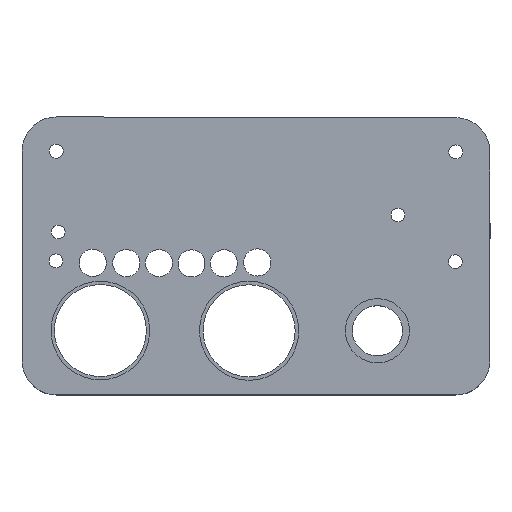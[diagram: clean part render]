
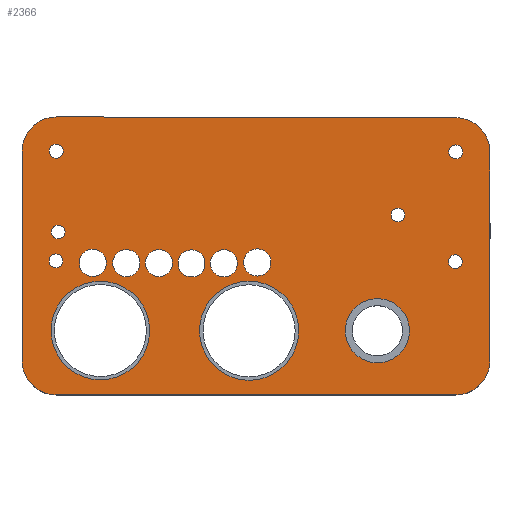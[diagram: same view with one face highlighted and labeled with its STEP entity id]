
A CAD part, top view. The second image highlights one B-rep face of the part: STEP entity #2366.
In plain terms, the highlighted planar face has unit normal (0, 0, 1).
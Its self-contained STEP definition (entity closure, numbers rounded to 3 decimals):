
#53=FACE_BOUND('',#404,.T.);
#54=FACE_BOUND('',#405,.T.);
#55=FACE_BOUND('',#406,.T.);
#56=FACE_BOUND('',#407,.T.);
#57=FACE_BOUND('',#408,.T.);
#58=FACE_BOUND('',#409,.T.);
#59=FACE_BOUND('',#410,.T.);
#60=FACE_BOUND('',#411,.T.);
#61=FACE_BOUND('',#412,.T.);
#62=FACE_BOUND('',#413,.T.);
#63=FACE_BOUND('',#414,.T.);
#64=FACE_BOUND('',#415,.T.);
#65=FACE_BOUND('',#416,.T.);
#66=FACE_BOUND('',#417,.T.);
#67=FACE_BOUND('',#418,.T.);
#138=PLANE('',#2566);
#259=FACE_OUTER_BOUND('',#403,.T.);
#403=EDGE_LOOP('',(#2139,#2140,#2141,#2142,#2143,#2144,#2145,#2146));
#404=EDGE_LOOP('',(#2147));
#405=EDGE_LOOP('',(#2148));
#406=EDGE_LOOP('',(#2149,#2150));
#407=EDGE_LOOP('',(#2151,#2152));
#408=EDGE_LOOP('',(#2153));
#409=EDGE_LOOP('',(#2154));
#410=EDGE_LOOP('',(#2155));
#411=EDGE_LOOP('',(#2156));
#412=EDGE_LOOP('',(#2157));
#413=EDGE_LOOP('',(#2158));
#414=EDGE_LOOP('',(#2159));
#415=EDGE_LOOP('',(#2160));
#416=EDGE_LOOP('',(#2161));
#417=EDGE_LOOP('',(#2162));
#418=EDGE_LOOP('',(#2163));
#439=LINE('',#3332,#692);
#593=LINE('',#3884,#846);
#609=LINE('',#3952,#862);
#612=LINE('',#3960,#865);
#615=LINE('',#3968,#868);
#677=LINE('',#4088,#930);
#692=VECTOR('',#2605,10.);
#846=VECTOR('',#2959,10.);
#862=VECTOR('',#3045,10.);
#865=VECTOR('',#3054,10.);
#868=VECTOR('',#3063,10.);
#930=VECTOR('',#3169,10.);
#940=CIRCLE('',#2397,11.583);
#960=CIRCLE('',#2443,1.59);
#973=CIRCLE('',#2484,3.175);
#987=CIRCLE('',#2505,3.175);
#988=CIRCLE('',#2507,3.175);
#989=CIRCLE('',#2509,3.175);
#990=CIRCLE('',#2511,3.175);
#991=CIRCLE('',#2513,3.175);
#992=CIRCLE('',#2515,1.59);
#993=CIRCLE('',#2517,1.625);
#994=CIRCLE('',#2519,1.625);
#995=CIRCLE('',#2521,1.625);
#996=CIRCLE('',#2523,1.625);
#999=CIRCLE('',#2528,7.5);
#1002=CIRCLE('',#2534,11.5);
#1003=CIRCLE('',#2537,8.);
#1004=CIRCLE('',#2540,8.);
#1005=CIRCLE('',#2543,8.);
#1006=CIRCLE('',#2546,8.);
#1007=VERTEX_POINT('',#3211);
#1018=VERTEX_POINT('',#3329);
#1019=VERTEX_POINT('',#3331);
#1091=VERTEX_POINT('',#3660);
#1125=VERTEX_POINT('',#3785);
#1127=VERTEX_POINT('',#3788);
#1170=VERTEX_POINT('',#3881);
#1171=VERTEX_POINT('',#3883);
#1172=VERTEX_POINT('',#3889);
#1173=VERTEX_POINT('',#3893);
#1174=VERTEX_POINT('',#3897);
#1175=VERTEX_POINT('',#3901);
#1176=VERTEX_POINT('',#3905);
#1177=VERTEX_POINT('',#3909);
#1178=VERTEX_POINT('',#3913);
#1179=VERTEX_POINT('',#3917);
#1180=VERTEX_POINT('',#3921);
#1183=VERTEX_POINT('',#3930);
#1186=VERTEX_POINT('',#3941);
#1187=VERTEX_POINT('',#3947);
#1188=VERTEX_POINT('',#3951);
#1189=VERTEX_POINT('',#3955);
#1190=VERTEX_POINT('',#3959);
#1191=VERTEX_POINT('',#3963);
#1192=VERTEX_POINT('',#3967);
#1229=EDGE_CURVE('',#1007,#1007,#940,.T.);
#1243=EDGE_CURVE('',#1019,#1018,#439,.T.);
#1339=EDGE_CURVE('',#1091,#1091,#960,.T.);
#1403=EDGE_CURVE('',#1127,#1125,#973,.T.);
#1448=EDGE_CURVE('',#1171,#1170,#593,.T.);
#1450=EDGE_CURVE('',#1170,#1171,#987,.T.);
#1451=EDGE_CURVE('',#1172,#1172,#988,.T.);
#1453=EDGE_CURVE('',#1173,#1173,#989,.T.);
#1455=EDGE_CURVE('',#1174,#1174,#990,.T.);
#1457=EDGE_CURVE('',#1175,#1175,#991,.T.);
#1459=EDGE_CURVE('',#1176,#1176,#992,.T.);
#1462=EDGE_CURVE('',#1177,#1177,#993,.T.);
#1464=EDGE_CURVE('',#1178,#1178,#994,.T.);
#1466=EDGE_CURVE('',#1179,#1179,#995,.T.);
#1468=EDGE_CURVE('',#1180,#1180,#996,.T.);
#1472=EDGE_CURVE('',#1183,#1183,#999,.T.);
#1477=EDGE_CURVE('',#1186,#1186,#1002,.T.);
#1479=EDGE_CURVE('',#1187,#1019,#1003,.T.);
#1481=EDGE_CURVE('',#1188,#1187,#609,.T.);
#1483=EDGE_CURVE('',#1189,#1188,#1004,.T.);
#1485=EDGE_CURVE('',#1190,#1189,#612,.T.);
#1487=EDGE_CURVE('',#1191,#1190,#1005,.T.);
#1489=EDGE_CURVE('',#1192,#1191,#615,.T.);
#1491=EDGE_CURVE('',#1018,#1192,#1006,.T.);
#1552=EDGE_CURVE('',#1125,#1127,#677,.T.);
#2139=ORIENTED_EDGE('',*,*,#1243,.T.);
#2140=ORIENTED_EDGE('',*,*,#1491,.T.);
#2141=ORIENTED_EDGE('',*,*,#1489,.T.);
#2142=ORIENTED_EDGE('',*,*,#1487,.T.);
#2143=ORIENTED_EDGE('',*,*,#1485,.T.);
#2144=ORIENTED_EDGE('',*,*,#1483,.T.);
#2145=ORIENTED_EDGE('',*,*,#1481,.T.);
#2146=ORIENTED_EDGE('',*,*,#1479,.T.);
#2147=ORIENTED_EDGE('',*,*,#1229,.T.);
#2148=ORIENTED_EDGE('',*,*,#1339,.T.);
#2149=ORIENTED_EDGE('',*,*,#1552,.T.);
#2150=ORIENTED_EDGE('',*,*,#1403,.T.);
#2151=ORIENTED_EDGE('',*,*,#1450,.T.);
#2152=ORIENTED_EDGE('',*,*,#1448,.T.);
#2153=ORIENTED_EDGE('',*,*,#1455,.T.);
#2154=ORIENTED_EDGE('',*,*,#1453,.T.);
#2155=ORIENTED_EDGE('',*,*,#1451,.T.);
#2156=ORIENTED_EDGE('',*,*,#1459,.T.);
#2157=ORIENTED_EDGE('',*,*,#1462,.T.);
#2158=ORIENTED_EDGE('',*,*,#1464,.T.);
#2159=ORIENTED_EDGE('',*,*,#1466,.T.);
#2160=ORIENTED_EDGE('',*,*,#1468,.T.);
#2161=ORIENTED_EDGE('',*,*,#1472,.T.);
#2162=ORIENTED_EDGE('',*,*,#1477,.T.);
#2163=ORIENTED_EDGE('',*,*,#1457,.T.);
#2366=ADVANCED_FACE('',(#259,#53,#54,#55,#56,#57,#58,#59,#60,#61,#62,#63,
#64,#65,#66,#67),#138,.F.);
#2397=AXIS2_PLACEMENT_3D('',#3212,#2586,#2587);
#2443=AXIS2_PLACEMENT_3D('',#3661,#2755,#2756);
#2484=AXIS2_PLACEMENT_3D('',#3789,#2888,#2889);
#2505=AXIS2_PLACEMENT_3D('',#3887,#2963,#2964);
#2507=AXIS2_PLACEMENT_3D('',#3890,#2967,#2968);
#2509=AXIS2_PLACEMENT_3D('',#3894,#2972,#2973);
#2511=AXIS2_PLACEMENT_3D('',#3898,#2977,#2978);
#2513=AXIS2_PLACEMENT_3D('',#3902,#2982,#2983);
#2515=AXIS2_PLACEMENT_3D('',#3906,#2987,#2988);
#2517=AXIS2_PLACEMENT_3D('',#3911,#2993,#2994);
#2519=AXIS2_PLACEMENT_3D('',#3915,#2998,#2999);
#2521=AXIS2_PLACEMENT_3D('',#3919,#3003,#3004);
#2523=AXIS2_PLACEMENT_3D('',#3923,#3008,#3009);
#2528=AXIS2_PLACEMENT_3D('',#3932,#3019,#3020);
#2534=AXIS2_PLACEMENT_3D('',#3943,#3033,#3034);
#2537=AXIS2_PLACEMENT_3D('',#3948,#3040,#3041);
#2540=AXIS2_PLACEMENT_3D('',#3956,#3049,#3050);
#2543=AXIS2_PLACEMENT_3D('',#3964,#3058,#3059);
#2546=AXIS2_PLACEMENT_3D('',#3971,#3067,#3068);
#2566=AXIS2_PLACEMENT_3D('',#4087,#3167,#3168);
#2586=DIRECTION('center_axis',(0.,0.,-1.));
#2587=DIRECTION('ref_axis',(0.,1.,0.));
#2605=DIRECTION('',(-1.,0.002,0.));
#2755=DIRECTION('center_axis',(0.,0.,-1.));
#2756=DIRECTION('ref_axis',(0.,1.,0.));
#2888=DIRECTION('center_axis',(0.,0.,-1.));
#2889=DIRECTION('ref_axis',(0.,1.,0.));
#2959=DIRECTION('',(0.,-1.,0.));
#2963=DIRECTION('center_axis',(0.,0.,-1.));
#2964=DIRECTION('ref_axis',(0.,1.,0.));
#2967=DIRECTION('center_axis',(0.,0.,-1.));
#2968=DIRECTION('ref_axis',(0.,1.,0.));
#2972=DIRECTION('center_axis',(0.,0.,-1.));
#2973=DIRECTION('ref_axis',(0.,1.,0.));
#2977=DIRECTION('center_axis',(0.,0.,-1.));
#2978=DIRECTION('ref_axis',(0.,1.,0.));
#2982=DIRECTION('center_axis',(0.,0.,-1.));
#2983=DIRECTION('ref_axis',(0.,1.,0.));
#2987=DIRECTION('center_axis',(0.,0.,-1.));
#2988=DIRECTION('ref_axis',(0.,1.,0.));
#2993=DIRECTION('center_axis',(0.,0.,-1.));
#2994=DIRECTION('ref_axis',(1.,0.,0.));
#2998=DIRECTION('center_axis',(0.,0.,-1.));
#2999=DIRECTION('ref_axis',(1.,0.,0.));
#3003=DIRECTION('center_axis',(0.,0.,-1.));
#3004=DIRECTION('ref_axis',(1.,0.,0.));
#3008=DIRECTION('center_axis',(0.,0.,-1.));
#3009=DIRECTION('ref_axis',(1.,0.,0.));
#3019=DIRECTION('center_axis',(0.,0.,-1.));
#3020=DIRECTION('ref_axis',(0.,-1.,0.));
#3033=DIRECTION('center_axis',(0.,0.,-1.));
#3034=DIRECTION('ref_axis',(0.,-1.,0.));
#3040=DIRECTION('center_axis',(0.,0.,1.));
#3041=DIRECTION('ref_axis',(1.,0.,0.));
#3045=DIRECTION('',(0.,1.,0.));
#3049=DIRECTION('center_axis',(0.,0.,1.));
#3050=DIRECTION('ref_axis',(0.,-1.,0.));
#3054=DIRECTION('',(1.,0.,0.));
#3058=DIRECTION('center_axis',(0.,0.,1.));
#3059=DIRECTION('ref_axis',(-1.,0.,0.));
#3063=DIRECTION('',(0.,-1.,0.));
#3067=DIRECTION('center_axis',(0.,0.,1.));
#3068=DIRECTION('ref_axis',(0.002,1.,0.));
#3167=DIRECTION('center_axis',(0.,0.,-1.));
#3168=DIRECTION('ref_axis',(0.,-1.,0.));
#3169=DIRECTION('',(0.,1.,0.));
#3211=CARTESIAN_POINT('',(-51.645,-56.971,19.));
#3212=CARTESIAN_POINT('Origin',(-51.645,-45.388,19.));
#3329=CARTESIAN_POINT('',(-96.667,4.555,19.));
#3331=CARTESIAN_POINT('',(-3.396,4.375,19.));
#3332=CARTESIAN_POINT('',(-3.396,4.375,19.));
#3660=CARTESIAN_POINT('',(-16.91,-19.969,19.));
#3661=CARTESIAN_POINT('Origin',(-16.91,-18.379,19.));
#3785=CARTESIAN_POINT('',(-91.241,-30.28,19.));
#3788=CARTESIAN_POINT('',(-91.241,-28.794,19.));
#3789=CARTESIAN_POINT('Origin',(-88.154,-29.537,19.));
#3881=CARTESIAN_POINT('',(-62.009,-30.498,19.));
#3883=CARTESIAN_POINT('',(-62.009,-28.828,19.));
#3884=CARTESIAN_POINT('',(-62.009,-28.742,19.));
#3887=CARTESIAN_POINT('Origin',(-65.072,-29.663,19.));
#3889=CARTESIAN_POINT('',(-49.714,-32.617,19.));
#3890=CARTESIAN_POINT('Origin',(-49.714,-29.442,19.));
#3893=CARTESIAN_POINT('',(-57.544,-32.815,19.));
#3894=CARTESIAN_POINT('Origin',(-57.544,-29.64,19.));
#3897=CARTESIAN_POINT('',(-72.696,-32.766,19.));
#3898=CARTESIAN_POINT('Origin',(-72.696,-29.591,19.));
#3901=CARTESIAN_POINT('',(-80.32,-32.766,19.));
#3902=CARTESIAN_POINT('Origin',(-80.32,-29.591,19.));
#3905=CARTESIAN_POINT('',(-96.217,-23.905,19.));
#3906=CARTESIAN_POINT('Origin',(-96.217,-22.315,19.));
#3909=CARTESIAN_POINT('',(-5.088,-29.245,19.));
#3911=CARTESIAN_POINT('Origin',(-3.463,-29.245,19.));
#3913=CARTESIAN_POINT('',(-5.021,-3.625,19.));
#3915=CARTESIAN_POINT('Origin',(-3.396,-3.625,19.));
#3917=CARTESIAN_POINT('',(-98.307,-3.445,19.));
#3919=CARTESIAN_POINT('Origin',(-96.682,-3.445,19.));
#3921=CARTESIAN_POINT('',(-98.374,-29.065,19.));
#3923=CARTESIAN_POINT('Origin',(-96.749,-29.065,19.));
#3930=CARTESIAN_POINT('',(-21.689,-37.888,19.));
#3932=CARTESIAN_POINT('Origin',(-21.689,-45.388,19.));
#3941=CARTESIAN_POINT('',(-86.38,-33.837,19.));
#3943=CARTESIAN_POINT('Origin',(-86.38,-45.337,19.));
#3947=CARTESIAN_POINT('',(4.604,-3.625,19.));
#3948=CARTESIAN_POINT('Origin',(-3.396,-3.625,19.));
#3951=CARTESIAN_POINT('',(4.604,-52.382,19.));
#3952=CARTESIAN_POINT('',(4.604,-52.382,19.));
#3955=CARTESIAN_POINT('',(-3.396,-60.382,19.));
#3956=CARTESIAN_POINT('Origin',(-3.396,-52.382,19.));
#3959=CARTESIAN_POINT('',(-96.682,-60.382,19.));
#3960=CARTESIAN_POINT('',(-96.682,-60.382,19.));
#3963=CARTESIAN_POINT('',(-104.682,-52.382,19.));
#3964=CARTESIAN_POINT('Origin',(-96.682,-52.382,19.));
#3967=CARTESIAN_POINT('',(-104.682,-3.445,19.));
#3968=CARTESIAN_POINT('',(-104.682,-3.445,19.));
#3971=CARTESIAN_POINT('Origin',(-96.682,-3.445,19.));
#4087=CARTESIAN_POINT('Origin',(-67.552,-25.81,19.));
#4088=CARTESIAN_POINT('',(-91.241,-27.53,19.));
